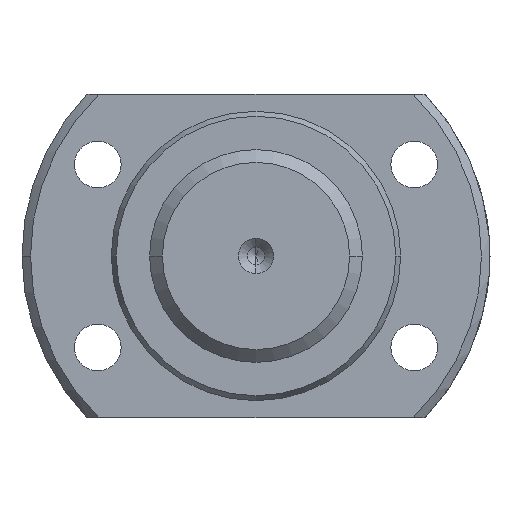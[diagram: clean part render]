
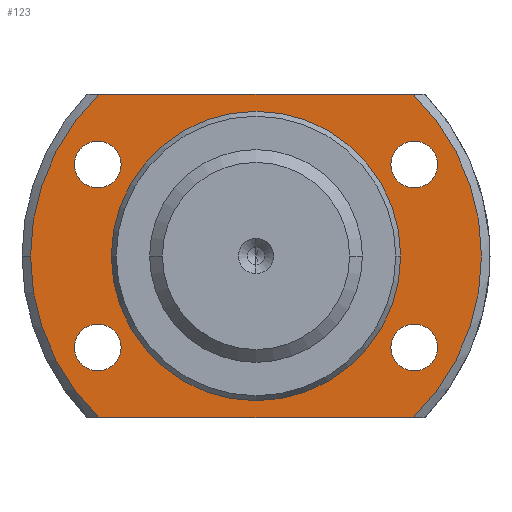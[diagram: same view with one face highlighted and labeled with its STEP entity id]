
A CAD part, left-side view. The second image highlights one B-rep face of the part: STEP entity #123.
In plain terms, the highlighted planar face has unit normal (-1, 0, 0).
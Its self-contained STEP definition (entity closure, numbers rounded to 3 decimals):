
#10 = AXIS2_PLACEMENT_3D ( 'NONE', #1945, #2307, #855 ) ;
#37 = VERTEX_POINT ( 'NONE', #712 ) ;
#86 = AXIS2_PLACEMENT_3D ( 'NONE', #2128, #3610, #423 ) ;
#111 = ORIENTED_EDGE ( 'NONE', *, *, #2861, .F. ) ;
#119 = DIRECTION ( 'NONE',  ( 1., 0., 0. ) ) ;
#123 = ADVANCED_FACE ( 'NONE', ( #1343, #158, #728, #2450, #1360, #2496 ), #2191, .F. ) ;
#133 = CIRCLE ( 'NONE', #3645, 2.75 ) ;
#158 = FACE_BOUND ( 'NONE', #2383, .T. ) ;
#243 = ORIENTED_EDGE ( 'NONE', *, *, #1778, .F. ) ;
#253 = CIRCLE ( 'NONE', #10, 2.75 ) ;
#267 = AXIS2_PLACEMENT_3D ( 'NONE', #2992, #1304, #2753 ) ;
#280 = VERTEX_POINT ( 'NONE', #847 ) ;
#372 = CARTESIAN_POINT ( 'NONE',  ( 12.5, -15.85, -10.75 ) ) ;
#423 = DIRECTION ( 'NONE',  ( 0., 1., 0. ) ) ;
#448 = VECTOR ( 'NONE', #1584, 1000. ) ;
#457 = LINE ( 'NONE', #3000, #448 ) ;
#507 = CIRCLE ( 'NONE', #1105, 2.75 ) ;
#510 = ORIENTED_EDGE ( 'NONE', *, *, #1310, .T. ) ;
#535 = EDGE_LOOP ( 'NONE', ( #935, #911 ) ) ;
#537 = EDGE_CURVE ( 'NONE', #3130, #37, #253, .T. ) ;
#565 = CIRCLE ( 'NONE', #1678, 17. ) ;
#603 = DIRECTION ( 'NONE',  ( 1., 0., 0. ) ) ;
#659 = EDGE_CURVE ( 'NONE', #37, #3130, #1030, .T. ) ;
#664 = AXIS2_PLACEMENT_3D ( 'NONE', #1015, #1517, #1534 ) ;
#709 = VERTEX_POINT ( 'NONE', #3290 ) ;
#712 = CARTESIAN_POINT ( 'NONE',  ( 12.5, 21.35, -10.75 ) ) ;
#728 = FACE_BOUND ( 'NONE', #535, .T. ) ;
#736 = VERTEX_POINT ( 'NONE', #1001 ) ;
#747 = EDGE_LOOP ( 'NONE', ( #111, #243, #1524, #1434, #2061 ) ) ;
#756 = AXIS2_PLACEMENT_3D ( 'NONE', #824, #2805, #1149 ) ;
#760 = CARTESIAN_POINT ( 'NONE',  ( 12.5, -17., 0. ) ) ;
#787 = EDGE_CURVE ( 'NONE', #736, #3535, #133, .T. ) ;
#790 = ORIENTED_EDGE ( 'NONE', *, *, #2960, .T. ) ;
#818 = ORIENTED_EDGE ( 'NONE', *, *, #787, .T. ) ;
#824 = CARTESIAN_POINT ( 'NONE',  ( 12.5, 0., 0. ) ) ;
#847 = CARTESIAN_POINT ( 'NONE',  ( 12.5, 18.473, 19. ) ) ;
#855 = DIRECTION ( 'NONE',  ( 0., 1., 0. ) ) ;
#877 = DIRECTION ( 'NONE',  ( 0., 1., 0. ) ) ;
#900 = CARTESIAN_POINT ( 'NONE',  ( 12.5, -21.35, -10.75 ) ) ;
#911 = ORIENTED_EDGE ( 'NONE', *, *, #3189, .T. ) ;
#915 = ORIENTED_EDGE ( 'NONE', *, *, #2027, .T. ) ;
#935 = ORIENTED_EDGE ( 'NONE', *, *, #3682, .T. ) ;
#968 = CARTESIAN_POINT ( 'NONE',  ( 12.5, 0., 0. ) ) ;
#1001 = CARTESIAN_POINT ( 'NONE',  ( 12.5, -21.35, 10.75 ) ) ;
#1012 = DIRECTION ( 'NONE',  ( 0., 1., 0. ) ) ;
#1014 = VERTEX_POINT ( 'NONE', #760 ) ;
#1015 = CARTESIAN_POINT ( 'NONE',  ( 12.5, 18.6, 10.75 ) ) ;
#1030 = CIRCLE ( 'NONE', #1856, 2.75 ) ;
#1043 = CIRCLE ( 'NONE', #86, 26.5 ) ;
#1074 = DIRECTION ( 'NONE',  ( 0., 1., 0. ) ) ;
#1105 = AXIS2_PLACEMENT_3D ( 'NONE', #3353, #1685, #1074 ) ;
#1149 = DIRECTION ( 'NONE',  ( 0., 1., 0. ) ) ;
#1176 = CARTESIAN_POINT ( 'NONE',  ( 12.5, 21.35, 10.75 ) ) ;
#1283 = CIRCLE ( 'NONE', #3060, 17. ) ;
#1286 = VECTOR ( 'NONE', #2670, 1000. ) ;
#1304 = DIRECTION ( 'NONE',  ( 1., 0., 0. ) ) ;
#1310 = EDGE_CURVE ( 'NONE', #2119, #3629, #1669, .T. ) ;
#1339 = CIRCLE ( 'NONE', #267, 2.75 ) ;
#1343 = FACE_BOUND ( 'NONE', #3001, .T. ) ;
#1350 = AXIS2_PLACEMENT_3D ( 'NONE', #968, #1940, #2750 ) ;
#1360 = FACE_BOUND ( 'NONE', #2818, .T. ) ;
#1391 = CIRCLE ( 'NONE', #3056, 2.75 ) ;
#1434 = ORIENTED_EDGE ( 'NONE', *, *, #3137, .T. ) ;
#1491 = CARTESIAN_POINT ( 'NONE',  ( 12.5, -18.6, 10.75 ) ) ;
#1517 = DIRECTION ( 'NONE',  ( 1., 0., 0. ) ) ;
#1523 = CARTESIAN_POINT ( 'NONE',  ( 12.5, -17., -19. ) ) ;
#1524 = ORIENTED_EDGE ( 'NONE', *, *, #2509, .F. ) ;
#1534 = DIRECTION ( 'NONE',  ( 0., 1., 0. ) ) ;
#1539 = DIRECTION ( 'NONE',  ( 0., 1., 0. ) ) ;
#1579 = ORIENTED_EDGE ( 'NONE', *, *, #659, .T. ) ;
#1584 = DIRECTION ( 'NONE',  ( 0., -1., 0. ) ) ;
#1669 = CIRCLE ( 'NONE', #664, 2.75 ) ;
#1671 = CARTESIAN_POINT ( 'NONE',  ( 12.5, 15.85, 10.75 ) ) ;
#1676 = CARTESIAN_POINT ( 'NONE',  ( 12.5, -18.473, -19. ) ) ;
#1678 = AXIS2_PLACEMENT_3D ( 'NONE', #2987, #1894, #2747 ) ;
#1685 = DIRECTION ( 'NONE',  ( 1., 0., 0. ) ) ;
#1730 = AXIS2_PLACEMENT_3D ( 'NONE', #1860, #3008, #1012 ) ;
#1778 = EDGE_CURVE ( 'NONE', #2088, #280, #2926, .T. ) ;
#1855 = CARTESIAN_POINT ( 'NONE',  ( 12.5, 18.473, -19. ) ) ;
#1856 = AXIS2_PLACEMENT_3D ( 'NONE', #2054, #119, #2648 ) ;
#1860 = CARTESIAN_POINT ( 'NONE',  ( 12.5, -17., 0. ) ) ;
#1880 = CARTESIAN_POINT ( 'NONE',  ( 12.5, -18.6, 10.75 ) ) ;
#1894 = DIRECTION ( 'NONE',  ( 1., 0., 0. ) ) ;
#1901 = VERTEX_POINT ( 'NONE', #1676 ) ;
#1940 = DIRECTION ( 'NONE',  ( 1., 0., 0. ) ) ;
#1945 = CARTESIAN_POINT ( 'NONE',  ( 12.5, 18.6, -10.75 ) ) ;
#2008 = CARTESIAN_POINT ( 'NONE',  ( 12.5, 26.5, 0. ) ) ;
#2027 = EDGE_CURVE ( 'NONE', #709, #1014, #565, .T. ) ;
#2040 = CARTESIAN_POINT ( 'NONE',  ( 12.5, -18.473, 19. ) ) ;
#2054 = CARTESIAN_POINT ( 'NONE',  ( 12.5, 18.6, -10.75 ) ) ;
#2061 = ORIENTED_EDGE ( 'NONE', *, *, #3234, .F. ) ;
#2087 = LINE ( 'NONE', #1523, #1286 ) ;
#2088 = VERTEX_POINT ( 'NONE', #2008 ) ;
#2119 = VERTEX_POINT ( 'NONE', #1671 ) ;
#2128 = CARTESIAN_POINT ( 'NONE',  ( 12.5, 0., 0. ) ) ;
#2191 = PLANE ( 'NONE',  #1730 ) ;
#2234 = EDGE_CURVE ( 'NONE', #3535, #736, #1391, .T. ) ;
#2307 = DIRECTION ( 'NONE',  ( 1., 0., 0. ) ) ;
#2321 = ORIENTED_EDGE ( 'NONE', *, *, #2234, .T. ) ;
#2383 = EDGE_LOOP ( 'NONE', ( #2321, #818 ) ) ;
#2398 = DIRECTION ( 'NONE',  ( 0., 1., 0. ) ) ;
#2407 = DIRECTION ( 'NONE',  ( 1., 0., 0. ) ) ;
#2426 = AXIS2_PLACEMENT_3D ( 'NONE', #3275, #2407, #1539 ) ;
#2450 = FACE_BOUND ( 'NONE', #3152, .T. ) ;
#2496 = FACE_OUTER_BOUND ( 'NONE', #747, .T. ) ;
#2509 = EDGE_CURVE ( 'NONE', #2856, #2088, #2999, .T. ) ;
#2532 = CARTESIAN_POINT ( 'NONE',  ( 12.5, 0., 0. ) ) ;
#2547 = EDGE_CURVE ( 'NONE', #1014, #709, #1283, .T. ) ;
#2648 = DIRECTION ( 'NONE',  ( 0., 1., 0. ) ) ;
#2670 = DIRECTION ( 'NONE',  ( 0., -1., 0. ) ) ;
#2747 = DIRECTION ( 'NONE',  ( 0., 1., 0. ) ) ;
#2750 = DIRECTION ( 'NONE',  ( 0., 1., 0. ) ) ;
#2753 = DIRECTION ( 'NONE',  ( 0., 1., 0. ) ) ;
#2805 = DIRECTION ( 'NONE',  ( 1., 0., 0. ) ) ;
#2818 = EDGE_LOOP ( 'NONE', ( #915, #2952 ) ) ;
#2856 = VERTEX_POINT ( 'NONE', #1855 ) ;
#2861 = EDGE_CURVE ( 'NONE', #280, #3438, #457, .T. ) ;
#2898 = CARTESIAN_POINT ( 'NONE',  ( 12.5, -15.85, 10.75 ) ) ;
#2926 = CIRCLE ( 'NONE', #1350, 26.5 ) ;
#2952 = ORIENTED_EDGE ( 'NONE', *, *, #2547, .T. ) ;
#2960 = EDGE_CURVE ( 'NONE', #3629, #2119, #507, .T. ) ;
#2987 = CARTESIAN_POINT ( 'NONE',  ( 12.5, 0., 0. ) ) ;
#2992 = CARTESIAN_POINT ( 'NONE',  ( 12.5, -18.6, -10.75 ) ) ;
#2999 = CIRCLE ( 'NONE', #756, 26.5 ) ;
#3000 = CARTESIAN_POINT ( 'NONE',  ( 12.5, -17., 19. ) ) ;
#3001 = EDGE_LOOP ( 'NONE', ( #790, #510 ) ) ;
#3003 = CIRCLE ( 'NONE', #2426, 2.75 ) ;
#3008 = DIRECTION ( 'NONE',  ( 1., 0., 0. ) ) ;
#3014 = DIRECTION ( 'NONE',  ( 0., 1., 0. ) ) ;
#3056 = AXIS2_PLACEMENT_3D ( 'NONE', #1491, #603, #2398 ) ;
#3060 = AXIS2_PLACEMENT_3D ( 'NONE', #2532, #3104, #877 ) ;
#3104 = DIRECTION ( 'NONE',  ( 1., 0., 0. ) ) ;
#3130 = VERTEX_POINT ( 'NONE', #3526 ) ;
#3137 = EDGE_CURVE ( 'NONE', #2856, #1901, #2087, .T. ) ;
#3152 = EDGE_LOOP ( 'NONE', ( #1579, #3161 ) ) ;
#3161 = ORIENTED_EDGE ( 'NONE', *, *, #537, .T. ) ;
#3189 = EDGE_CURVE ( 'NONE', #3519, #3547, #1339, .T. ) ;
#3234 = EDGE_CURVE ( 'NONE', #3438, #1901, #1043, .T. ) ;
#3275 = CARTESIAN_POINT ( 'NONE',  ( 12.5, -18.6, -10.75 ) ) ;
#3290 = CARTESIAN_POINT ( 'NONE',  ( 12.5, 17., 0. ) ) ;
#3330 = DIRECTION ( 'NONE',  ( 1., 0., 0. ) ) ;
#3353 = CARTESIAN_POINT ( 'NONE',  ( 12.5, 18.6, 10.75 ) ) ;
#3438 = VERTEX_POINT ( 'NONE', #2040 ) ;
#3519 = VERTEX_POINT ( 'NONE', #900 ) ;
#3526 = CARTESIAN_POINT ( 'NONE',  ( 12.5, 15.85, -10.75 ) ) ;
#3535 = VERTEX_POINT ( 'NONE', #2898 ) ;
#3547 = VERTEX_POINT ( 'NONE', #372 ) ;
#3610 = DIRECTION ( 'NONE',  ( 1., 0., 0. ) ) ;
#3629 = VERTEX_POINT ( 'NONE', #1176 ) ;
#3645 = AXIS2_PLACEMENT_3D ( 'NONE', #1880, #3330, #3014 ) ;
#3682 = EDGE_CURVE ( 'NONE', #3547, #3519, #3003, .T. ) ;
